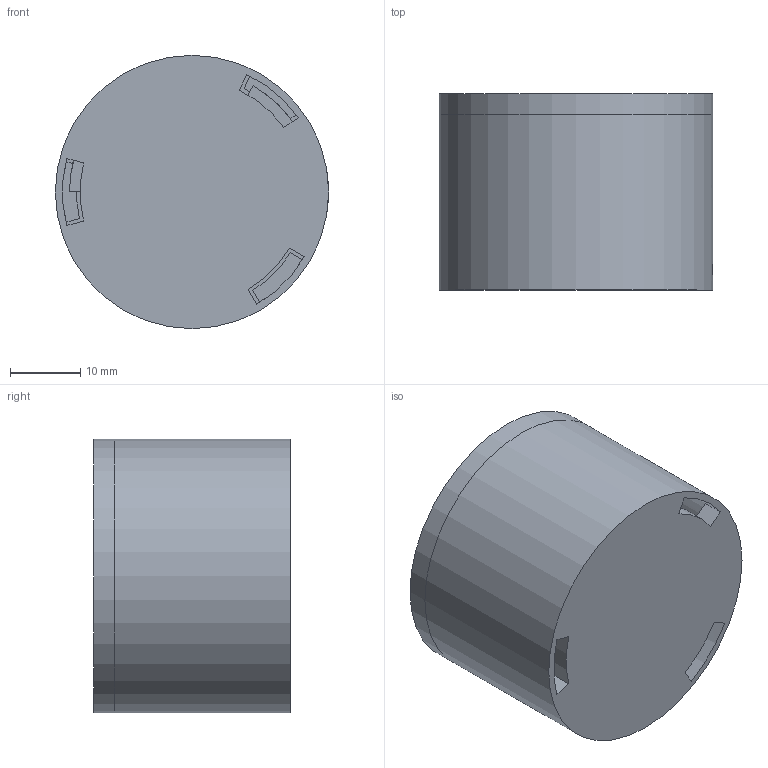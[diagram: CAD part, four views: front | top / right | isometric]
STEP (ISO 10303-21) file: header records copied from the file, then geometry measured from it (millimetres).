
FILE_DESCRIPTION(/* description */ ('','CAx-IF Rec.Pracs.---Representation and Presentation of Product Manufacturing Information (PMI)---4.0---2014-10-13'),/* implementation_level */ '2;1');
FILE_NAME(/* name */ 'Pneumatikzylinder.stp',/* time_stamp */ '2020-12-16T16:17:23+01:00',/* author */ ('Caesar'),/* organization */ (''),/* preprocessor_version */ 'ST-DEVELOPER v18.1',/* originating_system */ 'Autodesk Inventor 2021',/* authorisation */ '');
FILE_SCHEMA (('AP242_MANAGED_MODEL_BASED_3D_ENGINEERING_MIM_LF { 1 0 10303 442 1 1 4 }'));
Length unit declared in the file: millimetre
Products named in the file (7): Baugruppev2; MPS_Produkt_Deckel; MPS_Produkt_Schieber_v2; MPS_Produkt_Zylinder_mitLoch_v2; O-Ring; Druckfeder; Druckfeder1
Assembly tree (6 placements, depth 3):
  Baugruppev2
    MPS_Produkt_Deckel
    MPS_Produkt_Schieber_v2
    MPS_Produkt_Zylinder_mitLoch_v2
    O-Ring
    Druckfeder
      Druckfeder1
Bounding box: 39 x 28 x 39 mm (x, y, z)
Volume: 13970.2 mm3; surface area: 17746.9 mm2
Topology: 4 solids, 6 shells, 105 faces, 450 edges, 499 vertices
Faces by surface type: plane 53, cylinder 33, bspline 11, cone 4, torus 4
Full cylindrical faces by diameter (mm): 2 x2, 8 x1, 10 x2, 11 x1, 12 x1, 12.2 x1, 12.6 x2, 15 x2, 17 x1, 20 x1, 29 x1, 31 x1, 37 x1, 39 x2
Entity records: 6609 total; most frequent: CARTESIAN_POINT 2760, DIRECTION 802, ORIENTED_EDGE 530, AXIS2_PLACEMENT_3D 341, EDGE_CURVE 273, STYLED_ITEM 234, CIRCLE 195, VERTEX_POINT 185
